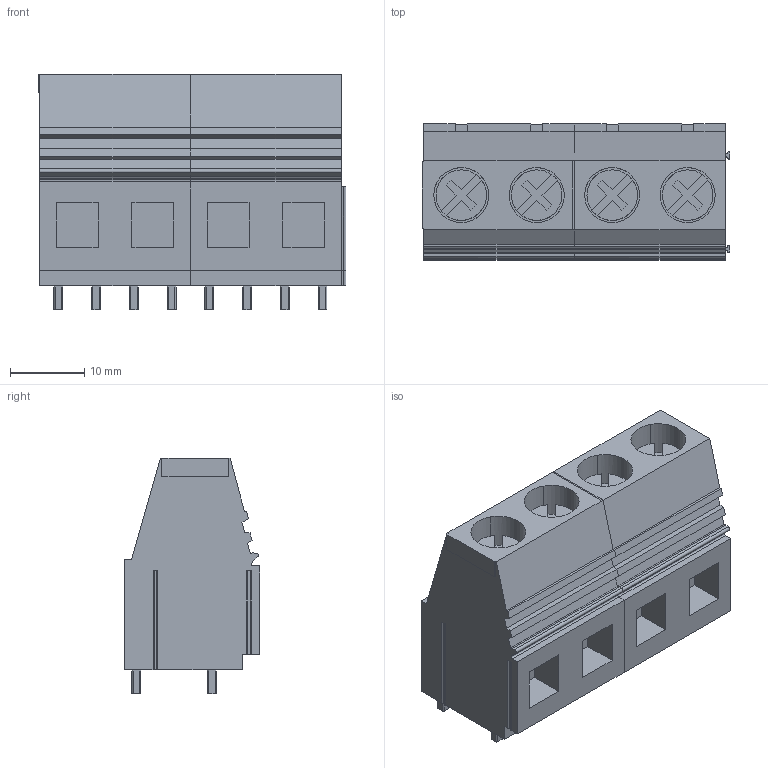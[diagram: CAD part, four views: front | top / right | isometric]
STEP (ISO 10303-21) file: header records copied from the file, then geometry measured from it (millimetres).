
FILE_DESCRIPTION(('CATIA V5 STEP Exchange','CAx-IF Rec.Pracs.--- Model Styling and Organization---1.4--- 2014-01-23'),'2;1');
FILE_NAME ('D1456206_1_1791090000_1791090000.stp','2021-08-03T06:09:15+00:00',('none'),('Weidmueller'),'CATIA Version 5-6 Release 2016 SP3 HF44','CATIA V5 STEP AP214','none');
FILE_SCHEMA(('AUTOMOTIVE_DESIGN { 1 0 10303 214 1 1 1 1 }'));
Length unit declared in the file: millimetre
Products named in the file (1): 1791090000
Bounding box: 41.45 x 18.3 x 31.7 mm (x, y, z)
Volume: 15727.1 mm3; surface area: 9180.9 mm2
Topology: 14 solids, 14 shells, 478 faces, 1322 edges, 884 vertices
Faces by surface type: plane 338, cylinder 140
Entity records: 14480 total; most frequent: CARTESIAN_POINT 2867, ORIENTED_EDGE 2644, DIRECTION 1954, EDGE_CURVE 1322, VECTOR 1026, LINE 1026, VERTEX_POINT 884, AXIS2_PLACEMENT_3D 603
